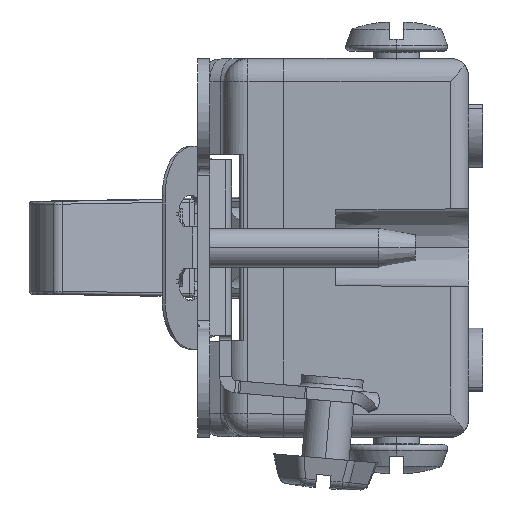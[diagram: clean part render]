
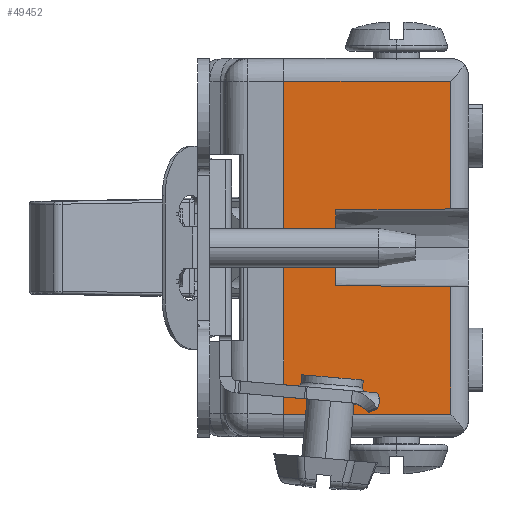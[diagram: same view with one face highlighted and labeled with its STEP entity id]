
A CAD part, left-side view. The second image highlights one B-rep face of the part: STEP entity #49452.
In plain terms, the highlighted planar face has unit normal (-1, 0, 0).
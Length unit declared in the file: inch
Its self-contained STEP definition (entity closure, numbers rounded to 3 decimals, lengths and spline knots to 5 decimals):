
#776 = EDGE_LOOP ( 'NONE', ( #44160, #11004, #38062, #27429, #10729, #19089, #14724, #49957 ) ) ;
#2183 = LINE ( 'NONE', #48668, #51326 ) ;
#2273 = CARTESIAN_POINT ( 'NONE',  ( -1.6495, -0.57793, -0.57612 ) ) ;
#2434 = CARTESIAN_POINT ( 'NONE',  ( -1.6495, -0.57782, 0. ) ) ;
#3646 = EDGE_CURVE ( 'NONE', #6719, #38007, #5044, .T. ) ;
#4660 = DIRECTION ( 'NONE',  ( 0., -1., 0.009 ) ) ;
#5044 = LINE ( 'NONE', #6685, #25740 ) ;
#6474 = LINE ( 'NONE', #16990, #38148 ) ;
#6596 = DIRECTION ( 'NONE',  ( -1., 0., 0. ) ) ;
#6685 = CARTESIAN_POINT ( 'NONE',  ( -1.6495, -0.28891, -0.576 ) ) ;
#6719 = VERTEX_POINT ( 'NONE', #34455 ) ;
#7501 = DIRECTION ( 'NONE',  ( 0., 0., 1. ) ) ;
#10729 = ORIENTED_EDGE ( 'NONE', *, *, #13912, .T. ) ;
#11004 = ORIENTED_EDGE ( 'NONE', *, *, #3646, .T. ) ;
#12074 = EDGE_CURVE ( 'NONE', #6719, #40470, #6474, .T. ) ;
#13383 = VECTOR ( 'NONE', #43839, 39.37008 ) ;
#13729 = DIRECTION ( 'NONE',  ( 0., -1., 0. ) ) ;
#13762 = CARTESIAN_POINT ( 'NONE',  ( -1.6495, -0.57782, -0.13447 ) ) ;
#13912 = EDGE_CURVE ( 'NONE', #43161, #50050, #28067, .T. ) ;
#14724 = ORIENTED_EDGE ( 'NONE', *, *, #40503, .T. ) ;
#14871 = VERTEX_POINT ( 'NONE', #13762 ) ;
#15561 = EDGE_CURVE ( 'NONE', #14871, #43161, #26941, .T. ) ;
#15640 = LINE ( 'NONE', #20938, #20787 ) ;
#16160 = VECTOR ( 'NONE', #13729, 39.37008 ) ;
#16990 = CARTESIAN_POINT ( 'NONE',  ( -1.6495, 0., 0. ) ) ;
#18445 = VERTEX_POINT ( 'NONE', #31051 ) ;
#19089 = ORIENTED_EDGE ( 'NONE', *, *, #23900, .T. ) ;
#20787 = VECTOR ( 'NONE', #4660, 39.37008 ) ;
#20938 = CARTESIAN_POINT ( 'NONE',  ( -1.6495, -0.18, 0.131 ) ) ;
#21108 = VECTOR ( 'NONE', #39866, 39.37008 ) ;
#21319 = EDGE_CURVE ( 'NONE', #40470, #18445, #36251, .T. ) ;
#23008 = CARTESIAN_POINT ( 'NONE',  ( -1.6495, -0.57782, 0.13447 ) ) ;
#23900 = EDGE_CURVE ( 'NONE', #50050, #51056, #15640, .T. ) ;
#25314 = CARTESIAN_POINT ( 'NONE',  ( -1.6495, -0.57782, -0.576 ) ) ;
#25740 = VECTOR ( 'NONE', #29012, 39.37008 ) ;
#26941 = LINE ( 'NONE', #48181, #13383 ) ;
#27009 = PLANE ( 'NONE',  #49872 ) ;
#27429 = ORIENTED_EDGE ( 'NONE', *, *, #15561, .T. ) ;
#27889 = CARTESIAN_POINT ( 'NONE',  ( -1.6495, 0., 0.576 ) ) ;
#28067 = LINE ( 'NONE', #29496, #48762 ) ;
#29012 = DIRECTION ( 'NONE',  ( 0., -1., 0. ) ) ;
#29496 = CARTESIAN_POINT ( 'NONE',  ( -1.6495, -0.18, 0. ) ) ;
#31051 = CARTESIAN_POINT ( 'NONE',  ( -1.6495, -0.57782, 0.576 ) ) ;
#31068 = CARTESIAN_POINT ( 'NONE',  ( -1.6495, -0.18, 0.131 ) ) ;
#32032 = LINE ( 'NONE', #2434, #21108 ) ;
#32759 = CARTESIAN_POINT ( 'NONE',  ( -1.6495, -0.18, -0.131 ) ) ;
#33694 = DIRECTION ( 'NONE',  ( 0., 0., 1. ) ) ;
#34455 = CARTESIAN_POINT ( 'NONE',  ( -1.6495, 0., -0.576 ) ) ;
#36251 = LINE ( 'NONE', #46032, #16160 ) ;
#38007 = VERTEX_POINT ( 'NONE', #25314 ) ;
#38062 = ORIENTED_EDGE ( 'NONE', *, *, #50510, .T. ) ;
#38148 = VECTOR ( 'NONE', #50387, 39.37008 ) ;
#39866 = DIRECTION ( 'NONE',  ( 0., 0., 1. ) ) ;
#40470 = VERTEX_POINT ( 'NONE', #27889 ) ;
#40503 = EDGE_CURVE ( 'NONE', #51056, #18445, #2183, .T. ) ;
#43161 = VERTEX_POINT ( 'NONE', #32759 ) ;
#43819 = DIRECTION ( 'NONE',  ( 0., 0., 1. ) ) ;
#43839 = DIRECTION ( 'NONE',  ( 0., 1., 0.009 ) ) ;
#44160 = ORIENTED_EDGE ( 'NONE', *, *, #12074, .F. ) ;
#45856 = FACE_OUTER_BOUND ( 'NONE', #776, .T. ) ;
#46032 = CARTESIAN_POINT ( 'NONE',  ( -1.6495, -0.31333, 0.576 ) ) ;
#48181 = CARTESIAN_POINT ( 'NONE',  ( -1.6495, -0.57782, -0.13447 ) ) ;
#48668 = CARTESIAN_POINT ( 'NONE',  ( -1.6495, -0.57782, 0. ) ) ;
#48762 = VECTOR ( 'NONE', #33694, 39.37008 ) ;
#49452 = ADVANCED_FACE ( 'NONE', ( #45856 ), #27009, .T. ) ;
#49872 = AXIS2_PLACEMENT_3D ( 'NONE', #2273, #6596, #43819 ) ;
#49957 = ORIENTED_EDGE ( 'NONE', *, *, #21319, .F. ) ;
#50050 = VERTEX_POINT ( 'NONE', #31068 ) ;
#50387 = DIRECTION ( 'NONE',  ( 0., 0., 1. ) ) ;
#50510 = EDGE_CURVE ( 'NONE', #38007, #14871, #32032, .T. ) ;
#51056 = VERTEX_POINT ( 'NONE', #23008 ) ;
#51326 = VECTOR ( 'NONE', #7501, 39.37008 ) ;
